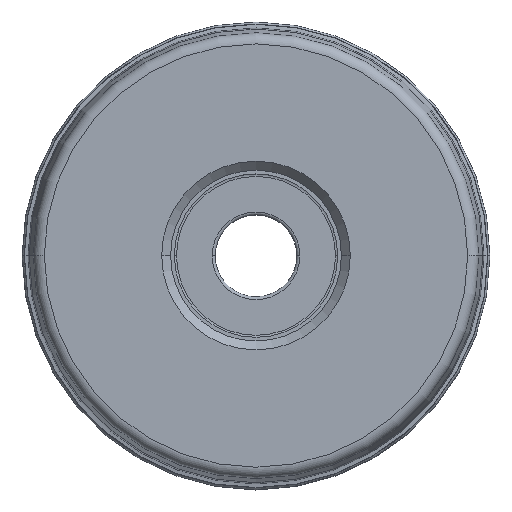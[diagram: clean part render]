
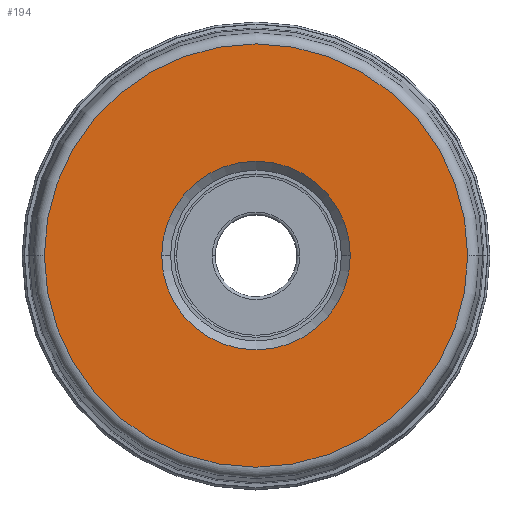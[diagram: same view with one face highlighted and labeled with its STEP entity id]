
A CAD part, top view. The second image highlights one B-rep face of the part: STEP entity #194.
In plain terms, the highlighted planar face has unit normal (0, 0, 1).
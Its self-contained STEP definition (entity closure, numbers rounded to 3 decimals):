
#28=PLANE('',#1903);
#34=FACE_BOUND('',#394,.T.);
#35=FACE_BOUND('',#395,.T.);
#194=ADVANCED_FACE('',(#34,#35),#28,.F.);
#394=EDGE_LOOP('',(#679,#680,#681,#682));
#395=EDGE_LOOP('',(#683,#684,#685,#686));
#679=ORIENTED_EDGE('',*,*,#1184,.T.);
#680=ORIENTED_EDGE('',*,*,#1183,.F.);
#681=ORIENTED_EDGE('',*,*,#1185,.T.);
#682=ORIENTED_EDGE('',*,*,#1186,.F.);
#683=ORIENTED_EDGE('',*,*,#1187,.F.);
#684=ORIENTED_EDGE('',*,*,#1188,.F.);
#685=ORIENTED_EDGE('',*,*,#1189,.F.);
#686=ORIENTED_EDGE('',*,*,#1190,.F.);
#981=VERTEX_POINT('',#3600);
#982=VERTEX_POINT('',#3602);
#983=VERTEX_POINT('',#3604);
#984=VERTEX_POINT('',#3608);
#985=VERTEX_POINT('',#3611);
#986=VERTEX_POINT('',#3612);
#987=VERTEX_POINT('',#3614);
#988=VERTEX_POINT('',#3616);
#1183=EDGE_CURVE('',#982,#983,#1439,.T.);
#1184=EDGE_CURVE('',#981,#983,#1440,.T.);
#1185=EDGE_CURVE('',#982,#984,#1441,.T.);
#1186=EDGE_CURVE('',#981,#984,#1442,.T.);
#1187=EDGE_CURVE('',#985,#986,#1443,.T.);
#1188=EDGE_CURVE('',#987,#985,#1444,.T.);
#1189=EDGE_CURVE('',#988,#987,#1445,.T.);
#1190=EDGE_CURVE('',#986,#988,#1446,.T.);
#1439=CIRCLE('',#1894,28.5);
#1440=CIRCLE('',#1895,28.5);
#1441=CIRCLE('',#1897,28.5);
#1442=CIRCLE('',#1898,28.5);
#1443=CIRCLE('',#1899,12.7);
#1444=CIRCLE('',#1900,12.7);
#1445=CIRCLE('',#1901,12.7);
#1446=CIRCLE('',#1902,12.7);
#1894=AXIS2_PLACEMENT_3D('',#3603,#2338,#2339);
#1895=AXIS2_PLACEMENT_3D('',#3605,#2340,#2341);
#1897=AXIS2_PLACEMENT_3D('',#3607,#2344,#2345);
#1898=AXIS2_PLACEMENT_3D('',#3609,#2346,#2347);
#1899=AXIS2_PLACEMENT_3D('',#3610,#2348,#2349);
#1900=AXIS2_PLACEMENT_3D('',#3613,#2350,#2351);
#1901=AXIS2_PLACEMENT_3D('',#3615,#2352,#2353);
#1902=AXIS2_PLACEMENT_3D('',#3617,#2354,#2355);
#1903=AXIS2_PLACEMENT_3D('',#3618,#2356,#2357);
#2338=DIRECTION('',(0.,0.,-1.));
#2339=DIRECTION('',(-1.,0.001,0.));
#2340=DIRECTION('',(0.,0.,1.));
#2341=DIRECTION('',(-1.,0.001,0.));
#2344=DIRECTION('',(0.,0.,1.));
#2345=DIRECTION('',(1.,-0.001,0.));
#2346=DIRECTION('',(0.,0.,-1.));
#2347=DIRECTION('',(1.,-0.001,0.));
#2348=DIRECTION('',(0.,0.,1.));
#2349=DIRECTION('',(0.,-1.,0.));
#2350=DIRECTION('',(0.,0.,1.));
#2351=DIRECTION('',(-1.,0.,0.));
#2352=DIRECTION('',(0.,0.,1.));
#2353=DIRECTION('',(0.,1.,0.));
#2354=DIRECTION('',(0.,0.,1.));
#2355=DIRECTION('',(1.,0.,0.));
#2356=DIRECTION('',(0.,0.,-1.));
#2357=DIRECTION('',(-1.,0.,0.));
#3600=CARTESIAN_POINT('',(28.5,0.,0.));
#3602=CARTESIAN_POINT('',(-28.5,0.,0.));
#3603=CARTESIAN_POINT('',(0.,0.,0.));
#3604=CARTESIAN_POINT('',(-28.5,0.021,0.));
#3605=CARTESIAN_POINT('',(0.,0.,0.));
#3607=CARTESIAN_POINT('',(0.,0.,0.));
#3608=CARTESIAN_POINT('',(28.5,-0.021,0.));
#3609=CARTESIAN_POINT('',(0.,0.,0.));
#3610=CARTESIAN_POINT('',(0.,0.,0.));
#3611=CARTESIAN_POINT('',(0.,-12.7,0.));
#3612=CARTESIAN_POINT('',(12.7,0.,0.));
#3613=CARTESIAN_POINT('',(0.,0.,0.));
#3614=CARTESIAN_POINT('',(-12.7,0.,0.));
#3615=CARTESIAN_POINT('',(0.,0.,0.));
#3616=CARTESIAN_POINT('',(0.,12.7,0.));
#3617=CARTESIAN_POINT('',(0.,0.,0.));
#3618=CARTESIAN_POINT('',(0.,0.,0.));
